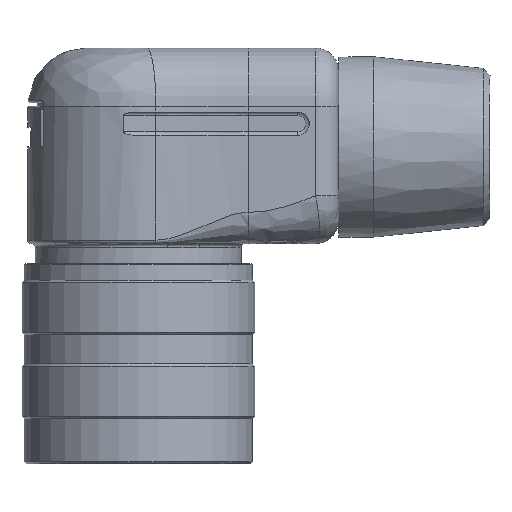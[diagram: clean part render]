
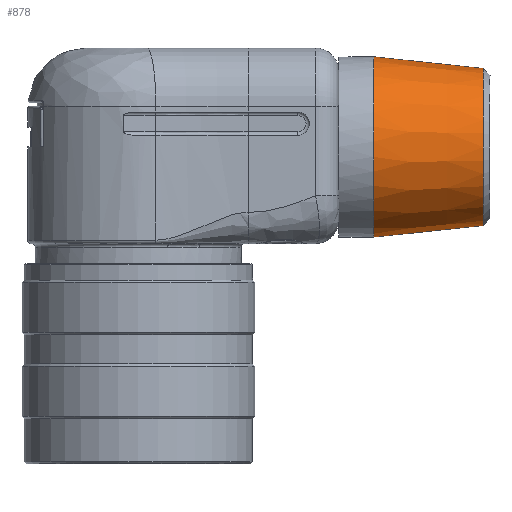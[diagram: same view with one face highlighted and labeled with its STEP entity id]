
A CAD part, front view. The second image highlights one B-rep face of the part: STEP entity #878.
In plain terms, the highlighted conical face has half-angle 6.072 degrees and reference radius 6.75 mm.
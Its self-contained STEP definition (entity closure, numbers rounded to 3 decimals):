
#100=CONICAL_SURFACE('',#12111,6.75,6.072);
#401=FACE_BOUND('',#2412,.T.);
#402=FACE_BOUND('',#2413,.T.);
#878=ADVANCED_FACE('',(#401,#402),#100,.T.);
#2412=EDGE_LOOP('',(#5428));
#2413=EDGE_LOOP('',(#5429));
#5428=ORIENTED_EDGE('',*,*,#9894,.F.);
#5429=ORIENTED_EDGE('',*,*,#9893,.T.);
#8572=VERTEX_POINT('',#17454);
#8573=VERTEX_POINT('',#17458);
#9893=EDGE_CURVE('',#8572,#8572,#11475,.T.);
#9894=EDGE_CURVE('',#8573,#8573,#11476,.T.);
#11475=CIRCLE('',#12107,6.75);
#11476=CIRCLE('',#12110,7.75);
#12107=AXIS2_PLACEMENT_3D('',#17453,#13609,#13610);
#12110=AXIS2_PLACEMENT_3D('',#17457,#13615,#13616);
#12111=AXIS2_PLACEMENT_3D('',#17459,#13617,#13618);
#13609=DIRECTION('',(-1.,0.,0.));
#13610=DIRECTION('',(0.,0.,1.));
#13615=DIRECTION('',(-1.,0.,0.));
#13616=DIRECTION('',(0.,0.,1.));
#13617=DIRECTION('',(-1.,0.,0.));
#13618=DIRECTION('',(0.,0.,1.));
#17453=CARTESIAN_POINT('',(29.6,0.,0.));
#17454=CARTESIAN_POINT('',(29.6,0.,6.75));
#17457=CARTESIAN_POINT('',(20.2,0.,0.));
#17458=CARTESIAN_POINT('',(20.2,0.,7.75));
#17459=CARTESIAN_POINT('',(29.6,0.,0.));
